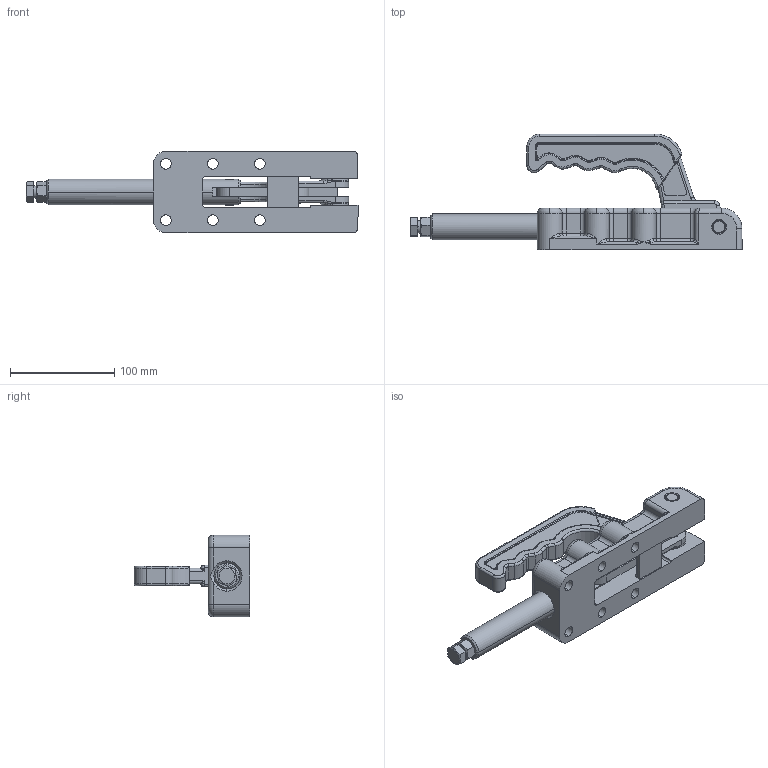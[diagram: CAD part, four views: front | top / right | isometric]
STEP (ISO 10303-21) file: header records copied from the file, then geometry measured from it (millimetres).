
FILE_DESCRIPTION (( 'STEP AP203' ), '1' );
FILE_NAME ('CH-32500.STEP', '2010-06-07T10:55:25', ( '微软用户' ), ( '微软中国' ), 'SwSTEP 2.0', 'SolidWorks 2008', '' );
FILE_SCHEMA (( 'CONFIG_CONTROL_DESIGN' ));
Products named in the file (12): CH-32500; 32500-03-1_默认; 32500-04_默认; 32500-06_默认; 32500-01_默认; 32500-02_默认; 32500-03_默认; 32500-05_默认; 32500-07_默认; M12_默认; M12-75_默认
Assembly tree (12 placements, depth 3):
  CH-32500
    M12_默认
    32500-01_默认
    M12-75_默认
    32500-03_默认
      32500-03_默认
      32500-03-1_默认
    32500-02_默认
    32500-06_默认  x2
    32500-04_默认
    32500-07_默认
    32500-05_默认
Bounding box: 318 x 110.92 x 78 mm (x, y, z)
Volume: 564599.9 mm3; surface area: 162424.7 mm2
Topology: 11 solids, 11 shells, 988 faces, 2546 edges, 1577 vertices
Faces by surface type: cylinder 460, plane 217, torus 146, bspline 110, cone 49, sphere 6
Entity records: 43351 total; most frequent: CARTESIAN_POINT 19481, ORIENTED_EDGE 5012, DIRECTION 4546, EDGE_CURVE 2506, AXIS2_PLACEMENT_3D 1745, VERTEX_POINT 1565, LINE 1056, VECTOR 1056
